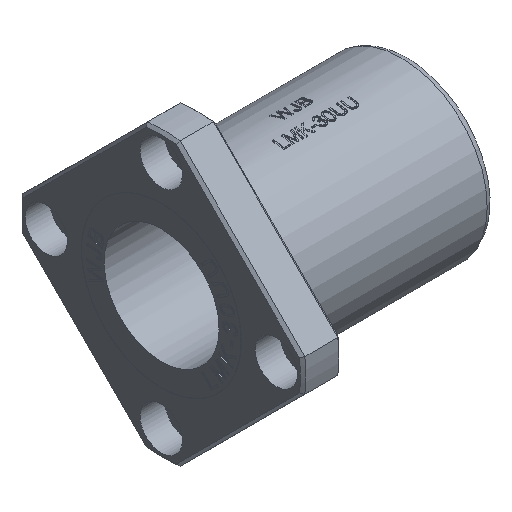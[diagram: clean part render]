
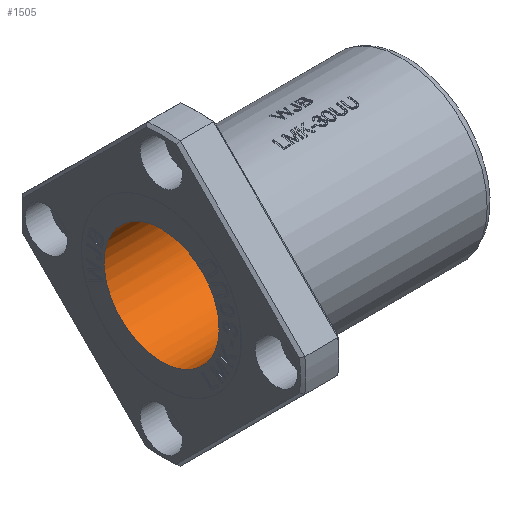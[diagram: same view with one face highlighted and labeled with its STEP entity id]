
A CAD part, isometric view. The second image highlights one B-rep face of the part: STEP entity #1505.
In plain terms, the highlighted cylindrical face has radius 15 mm (diameter 30 mm), a full revolution.
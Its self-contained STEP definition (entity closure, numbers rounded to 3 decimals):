
#471=FACE_BOUND('',#2214,.T.);
#472=FACE_BOUND('',#2215,.T.);
#1467=CYLINDRICAL_SURFACE('',#6422,15.);
#1505=ADVANCED_FACE('',(#471,#472),#1467,.F.);
#2214=EDGE_LOOP('',(#3357,#3358));
#2215=EDGE_LOOP('',(#3359,#3360));
#2630=B_SPLINE_CURVE_WITH_KNOTS('',3,(#8287,#8288,#8289,#8290,#8291,#8292,
#8293,#8294,#8295,#8296),.UNSPECIFIED.,.F.,.F.,(4,2,2,2,4),(0.,0.25,0.5,
0.75,1.),.UNSPECIFIED.);
#2631=B_SPLINE_CURVE_WITH_KNOTS('',3,(#8299,#8300,#8301,#8302,#8303,#8304,
#8305,#8306,#8307,#8308),.UNSPECIFIED.,.F.,.F.,(4,2,2,2,4),(0.,0.25,0.5,
0.75,1.),.UNSPECIFIED.);
#2662=B_SPLINE_CURVE_WITH_KNOTS('',3,(#8762,#8763,#8764,#8765,#8766,#8767,
#8768,#8769,#8770,#8771),.UNSPECIFIED.,.F.,.F.,(4,2,2,2,4),(0.,0.25,0.5,
0.75,1.),.UNSPECIFIED.);
#2663=B_SPLINE_CURVE_WITH_KNOTS('',3,(#8774,#8775,#8776,#8777,#8778,#8779,
#8780,#8781,#8782,#8783),.UNSPECIFIED.,.F.,.F.,(4,2,2,2,4),(0.,0.25,0.5,
0.75,1.),.UNSPECIFIED.);
#3357=ORIENTED_EDGE('',*,*,#5541,.F.);
#3358=ORIENTED_EDGE('',*,*,#5542,.F.);
#3359=ORIENTED_EDGE('',*,*,#5627,.F.);
#3360=ORIENTED_EDGE('',*,*,#5626,.F.);
#4933=VERTEX_POINT('',#8297);
#4934=VERTEX_POINT('',#8298);
#5018=VERTEX_POINT('',#8772);
#5019=VERTEX_POINT('',#8773);
#5541=EDGE_CURVE('',#4933,#4934,#2630,.T.);
#5542=EDGE_CURVE('',#4934,#4933,#2631,.T.);
#5626=EDGE_CURVE('',#5018,#5019,#2662,.T.);
#5627=EDGE_CURVE('',#5019,#5018,#2663,.T.);
#6422=AXIS2_PLACEMENT_3D('',#9622,#6927,#6928);
#6927=DIRECTION('',(-1.,0.,0.));
#6928=DIRECTION('',(0.,0.,1.));
#8287=CARTESIAN_POINT('',(63.9,0.,15.));
#8288=CARTESIAN_POINT('',(63.9,3.979,15.));
#8289=CARTESIAN_POINT('',(63.9,7.794,13.419));
#8290=CARTESIAN_POINT('',(63.9,13.419,7.794));
#8291=CARTESIAN_POINT('',(63.9,15.,3.977));
#8292=CARTESIAN_POINT('',(63.9,15.,-3.977));
#8293=CARTESIAN_POINT('',(63.9,13.419,-7.794));
#8294=CARTESIAN_POINT('',(63.9,7.794,-13.419));
#8295=CARTESIAN_POINT('',(63.9,3.98,-15.));
#8296=CARTESIAN_POINT('',(63.9,0.,-15.));
#8297=CARTESIAN_POINT('',(63.9,0.,15.));
#8298=CARTESIAN_POINT('',(63.9,0.,-15.));
#8299=CARTESIAN_POINT('',(63.9,0.,-15.));
#8300=CARTESIAN_POINT('',(63.9,-3.979,-15.));
#8301=CARTESIAN_POINT('',(63.9,-7.794,-13.419));
#8302=CARTESIAN_POINT('',(63.9,-13.419,-7.794));
#8303=CARTESIAN_POINT('',(63.9,-15.,-3.977));
#8304=CARTESIAN_POINT('',(63.9,-15.,3.977));
#8305=CARTESIAN_POINT('',(63.9,-13.419,7.794));
#8306=CARTESIAN_POINT('',(63.9,-7.794,13.419));
#8307=CARTESIAN_POINT('',(63.9,-3.98,15.));
#8308=CARTESIAN_POINT('',(63.9,0.,15.));
#8762=CARTESIAN_POINT('',(0.1,0.,-15.));
#8763=CARTESIAN_POINT('',(0.1,3.979,-15.));
#8764=CARTESIAN_POINT('',(0.1,7.794,-13.419));
#8765=CARTESIAN_POINT('',(0.1,13.419,-7.794));
#8766=CARTESIAN_POINT('',(0.1,15.,-3.977));
#8767=CARTESIAN_POINT('',(0.1,15.,3.977));
#8768=CARTESIAN_POINT('',(0.1,13.419,7.794));
#8769=CARTESIAN_POINT('',(0.1,7.794,13.419));
#8770=CARTESIAN_POINT('',(0.1,3.98,15.));
#8771=CARTESIAN_POINT('',(0.1,0.,15.));
#8772=CARTESIAN_POINT('',(0.1,0.,-15.));
#8773=CARTESIAN_POINT('',(0.1,0.,15.));
#8774=CARTESIAN_POINT('',(0.1,0.,15.));
#8775=CARTESIAN_POINT('',(0.1,-3.979,15.));
#8776=CARTESIAN_POINT('',(0.1,-7.794,13.419));
#8777=CARTESIAN_POINT('',(0.1,-13.419,7.794));
#8778=CARTESIAN_POINT('',(0.1,-15.,3.977));
#8779=CARTESIAN_POINT('',(0.1,-15.,-3.977));
#8780=CARTESIAN_POINT('',(0.1,-13.419,-7.794));
#8781=CARTESIAN_POINT('',(0.1,-7.794,-13.419));
#8782=CARTESIAN_POINT('',(0.1,-3.98,-15.));
#8783=CARTESIAN_POINT('',(0.1,0.,-15.));
#9622=CARTESIAN_POINT('',(63.9,0.,0.));
